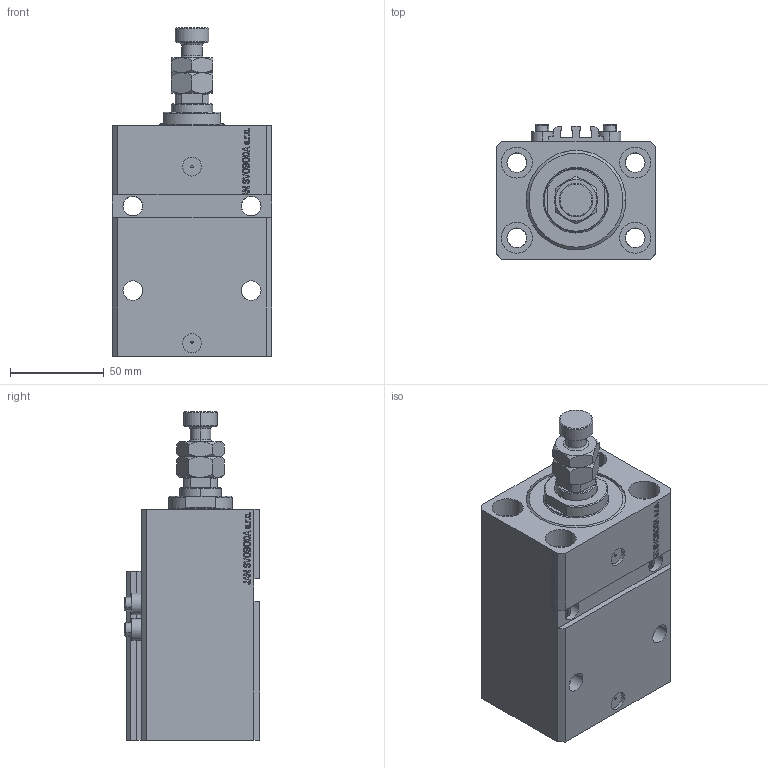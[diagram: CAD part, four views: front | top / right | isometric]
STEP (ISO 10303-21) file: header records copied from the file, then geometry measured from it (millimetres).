
FILE_DESCRIPTION (( 'STEP AP203' ), '1' );
FILE_NAME ('3bd9.STEP', '2023-10-07T16:51:20', ( '' ), ( '' ), 'SwSTEP 2.0', 'SolidWorks 2019', '' );
FILE_SCHEMA (( 'CONFIG_CONTROL_DESIGN' ));
Length unit declared in the file: millimetre
Products named in the file (6): V250CE_E_Body a46a649e91df4043ee215b544ab630a6; ALLEN BOLT V250CE a46a649e91df4043ee215b544ab630a6; 3bd9; V250CE_C_VCP a46a649e91df4043ee215b544ab630a6; MFA a46a649e91df4043ee215b544ab630a6; V250CE_VC_E a46a649e91df4043ee215b544ab630a6
Assembly tree (8 placements, depth 2):
  3bd9
    V250CE_E_Body a46a649e91df4043ee215b544ab630a6
    ALLEN BOLT V250CE a46a649e91df4043ee215b544ab630a6  x4
    V250CE_C_VCP a46a649e91df4043ee215b544ab630a6
    V250CE_VC_E a46a649e91df4043ee215b544ab630a6
    MFA a46a649e91df4043ee215b544ab630a6
Bounding box: 85 x 72 x 175 mm (x, y, z)
Volume: 567327.3 mm3; surface area: 122558 mm2
Topology: 9 solids, 9 shells, 1159 faces, 2879 edges, 1847 vertices
Faces by surface type: plane 551, bspline 356, cylinder 150, cone 84, torus 18
Entity records: 49796 total; most frequent: CARTESIAN_POINT 25571, ORIENTED_EDGE 5448, DIRECTION 3650, EDGE_CURVE 2724, VERTEX_POINT 1763, LINE 1622, VECTOR 1622, EDGE_LOOP 1223
